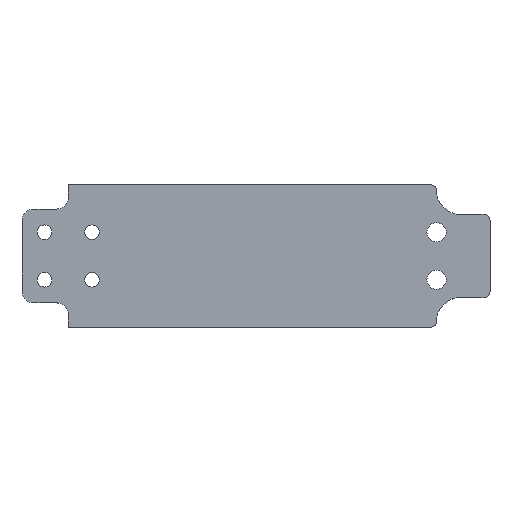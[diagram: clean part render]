
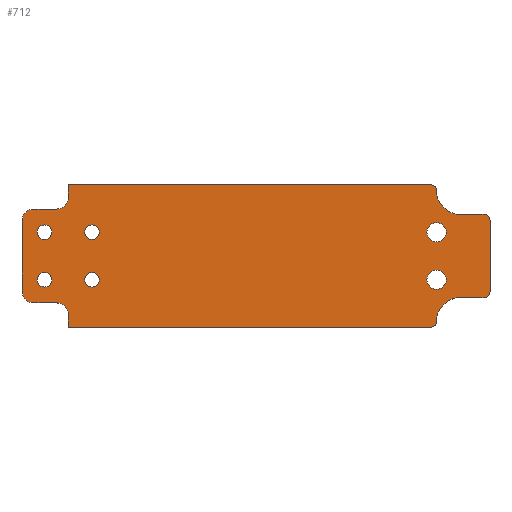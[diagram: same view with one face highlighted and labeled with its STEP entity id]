
A CAD part, top view. The second image highlights one B-rep face of the part: STEP entity #712.
In plain terms, the highlighted planar face has unit normal (0, 0, 1).
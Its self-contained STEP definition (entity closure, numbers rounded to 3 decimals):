
#17=FACE_BOUND('',#99,.T.);
#18=FACE_BOUND('',#100,.T.);
#19=FACE_BOUND('',#101,.T.);
#20=FACE_BOUND('',#102,.T.);
#21=FACE_BOUND('',#103,.T.);
#22=FACE_BOUND('',#104,.T.);
#34=PLANE('',#790);
#60=FACE_OUTER_BOUND('',#98,.T.);
#98=EDGE_LOOP('',(#555,#556,#557,#558,#559,#560,#561,#562,#563,#564,#565,
#566,#567,#568,#569,#570,#571,#572,#573,#574));
#99=EDGE_LOOP('',(#575));
#100=EDGE_LOOP('',(#576));
#101=EDGE_LOOP('',(#577));
#102=EDGE_LOOP('',(#578));
#103=EDGE_LOOP('',(#579,#580));
#104=EDGE_LOOP('',(#581,#582));
#129=LINE('',#1055,#191);
#136=LINE('',#1073,#198);
#155=LINE('',#1139,#217);
#163=LINE('',#1173,#225);
#166=LINE('',#1182,#228);
#168=LINE('',#1190,#230);
#169=LINE('',#1191,#231);
#170=LINE('',#1195,#232);
#171=LINE('',#1198,#233);
#172=LINE('',#1202,#234);
#191=VECTOR('',#835,10.);
#198=VECTOR('',#850,10.);
#217=VECTOR('',#907,10.);
#225=VECTOR('',#945,10.);
#228=VECTOR('',#954,10.);
#230=VECTOR('',#962,10.);
#231=VECTOR('',#963,10.);
#232=VECTOR('',#966,10.);
#233=VECTOR('',#969,10.);
#234=VECTOR('',#974,10.);
#251=CIRCLE('',#746,2.);
#254=CIRCLE('',#751,2.);
#270=CIRCLE('',#774,1.23);
#272=CIRCLE('',#777,1.23);
#274=CIRCLE('',#780,1.23);
#276=CIRCLE('',#783,1.23);
#277=CIRCLE('',#785,1.);
#278=CIRCLE('',#788,1.);
#279=CIRCLE('',#791,4.);
#280=CIRCLE('',#792,1.);
#281=CIRCLE('',#793,2.);
#282=CIRCLE('',#794,2.);
#283=CIRCLE('',#795,1.);
#284=CIRCLE('',#796,4.);
#285=CIRCLE('',#797,1.621);
#286=CIRCLE('',#798,1.621);
#287=CIRCLE('',#799,1.621);
#288=CIRCLE('',#800,1.621);
#293=VERTEX_POINT('',#1045);
#294=VERTEX_POINT('',#1046);
#297=VERTEX_POINT('',#1054);
#301=VERTEX_POINT('',#1063);
#302=VERTEX_POINT('',#1065);
#304=VERTEX_POINT('',#1071);
#332=VERTEX_POINT('',#1137);
#334=VERTEX_POINT('',#1143);
#336=VERTEX_POINT('',#1149);
#338=VERTEX_POINT('',#1155);
#340=VERTEX_POINT('',#1161);
#341=VERTEX_POINT('',#1165);
#342=VERTEX_POINT('',#1166);
#343=VERTEX_POINT('',#1171);
#344=VERTEX_POINT('',#1175);
#345=VERTEX_POINT('',#1176);
#346=VERTEX_POINT('',#1181);
#347=VERTEX_POINT('',#1185);
#348=VERTEX_POINT('',#1187);
#349=VERTEX_POINT('',#1189);
#350=VERTEX_POINT('',#1192);
#351=VERTEX_POINT('',#1194);
#352=VERTEX_POINT('',#1197);
#353=VERTEX_POINT('',#1199);
#354=VERTEX_POINT('',#1203);
#355=VERTEX_POINT('',#1204);
#356=VERTEX_POINT('',#1207);
#357=VERTEX_POINT('',#1208);
#363=EDGE_CURVE('',#293,#294,#251,.T.);
#367=EDGE_CURVE('',#297,#294,#129,.T.);
#372=EDGE_CURVE('',#301,#302,#254,.T.);
#376=EDGE_CURVE('',#301,#304,#136,.T.);
#409=EDGE_CURVE('',#293,#332,#155,.T.);
#412=EDGE_CURVE('',#334,#334,#270,.T.);
#415=EDGE_CURVE('',#336,#336,#272,.T.);
#418=EDGE_CURVE('',#338,#338,#274,.T.);
#421=EDGE_CURVE('',#340,#340,#276,.T.);
#422=EDGE_CURVE('',#341,#342,#277,.T.);
#426=EDGE_CURVE('',#341,#343,#163,.T.);
#427=EDGE_CURVE('',#344,#345,#278,.T.);
#430=EDGE_CURVE('',#346,#345,#166,.T.);
#432=EDGE_CURVE('',#347,#343,#279,.T.);
#433=EDGE_CURVE('',#348,#347,#280,.T.);
#434=EDGE_CURVE('',#348,#349,#168,.T.);
#435=EDGE_CURVE('',#349,#302,#169,.T.);
#436=EDGE_CURVE('',#304,#350,#281,.T.);
#437=EDGE_CURVE('',#350,#351,#170,.T.);
#438=EDGE_CURVE('',#351,#297,#282,.T.);
#439=EDGE_CURVE('',#332,#352,#171,.T.);
#440=EDGE_CURVE('',#353,#352,#283,.T.);
#441=EDGE_CURVE('',#346,#353,#284,.T.);
#442=EDGE_CURVE('',#344,#342,#172,.T.);
#443=EDGE_CURVE('',#354,#355,#285,.T.);
#444=EDGE_CURVE('',#355,#354,#286,.T.);
#445=EDGE_CURVE('',#356,#357,#287,.T.);
#446=EDGE_CURVE('',#357,#356,#288,.T.);
#555=ORIENTED_EDGE('',*,*,#422,.F.);
#556=ORIENTED_EDGE('',*,*,#426,.T.);
#557=ORIENTED_EDGE('',*,*,#432,.F.);
#558=ORIENTED_EDGE('',*,*,#433,.F.);
#559=ORIENTED_EDGE('',*,*,#434,.T.);
#560=ORIENTED_EDGE('',*,*,#435,.T.);
#561=ORIENTED_EDGE('',*,*,#372,.F.);
#562=ORIENTED_EDGE('',*,*,#376,.T.);
#563=ORIENTED_EDGE('',*,*,#436,.T.);
#564=ORIENTED_EDGE('',*,*,#437,.T.);
#565=ORIENTED_EDGE('',*,*,#438,.T.);
#566=ORIENTED_EDGE('',*,*,#367,.T.);
#567=ORIENTED_EDGE('',*,*,#363,.F.);
#568=ORIENTED_EDGE('',*,*,#409,.T.);
#569=ORIENTED_EDGE('',*,*,#439,.T.);
#570=ORIENTED_EDGE('',*,*,#440,.F.);
#571=ORIENTED_EDGE('',*,*,#441,.F.);
#572=ORIENTED_EDGE('',*,*,#430,.T.);
#573=ORIENTED_EDGE('',*,*,#427,.F.);
#574=ORIENTED_EDGE('',*,*,#442,.T.);
#575=ORIENTED_EDGE('',*,*,#412,.T.);
#576=ORIENTED_EDGE('',*,*,#415,.T.);
#577=ORIENTED_EDGE('',*,*,#418,.T.);
#578=ORIENTED_EDGE('',*,*,#421,.T.);
#579=ORIENTED_EDGE('',*,*,#443,.T.);
#580=ORIENTED_EDGE('',*,*,#444,.T.);
#581=ORIENTED_EDGE('',*,*,#445,.T.);
#582=ORIENTED_EDGE('',*,*,#446,.T.);
#712=ADVANCED_FACE('',(#60,#17,#18,#19,#20,#21,#22),#34,.T.);
#746=AXIS2_PLACEMENT_3D('',#1047,#827,#828);
#751=AXIS2_PLACEMENT_3D('',#1066,#843,#844);
#774=AXIS2_PLACEMENT_3D('',#1145,#913,#914);
#777=AXIS2_PLACEMENT_3D('',#1151,#920,#921);
#780=AXIS2_PLACEMENT_3D('',#1157,#927,#928);
#783=AXIS2_PLACEMENT_3D('',#1163,#934,#935);
#785=AXIS2_PLACEMENT_3D('',#1167,#938,#939);
#788=AXIS2_PLACEMENT_3D('',#1177,#948,#949);
#790=AXIS2_PLACEMENT_3D('',#1184,#956,#957);
#791=AXIS2_PLACEMENT_3D('',#1186,#958,#959);
#792=AXIS2_PLACEMENT_3D('',#1188,#960,#961);
#793=AXIS2_PLACEMENT_3D('',#1193,#964,#965);
#794=AXIS2_PLACEMENT_3D('',#1196,#967,#968);
#795=AXIS2_PLACEMENT_3D('',#1200,#970,#971);
#796=AXIS2_PLACEMENT_3D('',#1201,#972,#973);
#797=AXIS2_PLACEMENT_3D('',#1205,#975,#976);
#798=AXIS2_PLACEMENT_3D('',#1206,#977,#978);
#799=AXIS2_PLACEMENT_3D('',#1209,#979,#980);
#800=AXIS2_PLACEMENT_3D('',#1210,#981,#982);
#827=DIRECTION('center_axis',(0.,0.,1.));
#828=DIRECTION('ref_axis',(0.707,0.707,0.));
#835=DIRECTION('',(1.,0.,0.));
#843=DIRECTION('center_axis',(0.,0.,1.));
#844=DIRECTION('ref_axis',(0.707,-0.707,0.));
#850=DIRECTION('',(-1.,0.,0.));
#907=DIRECTION('',(0.,-1.,0.));
#913=DIRECTION('center_axis',(0.,0.,-1.));
#914=DIRECTION('ref_axis',(1.,0.,0.));
#920=DIRECTION('center_axis',(0.,0.,-1.));
#921=DIRECTION('ref_axis',(1.,0.,0.));
#927=DIRECTION('center_axis',(0.,0.,-1.));
#928=DIRECTION('ref_axis',(1.,0.,0.));
#934=DIRECTION('center_axis',(0.,0.,-1.));
#935=DIRECTION('ref_axis',(1.,0.,0.));
#938=DIRECTION('center_axis',(0.,0.,-1.));
#939=DIRECTION('ref_axis',(0.707,0.707,0.));
#945=DIRECTION('',(-1.,0.,0.));
#948=DIRECTION('center_axis',(0.,0.,-1.));
#949=DIRECTION('ref_axis',(0.707,-0.707,0.));
#954=DIRECTION('',(1.,0.,0.));
#956=DIRECTION('center_axis',(0.,0.,1.));
#957=DIRECTION('ref_axis',(1.,0.,0.));
#958=DIRECTION('center_axis',(0.,0.,1.));
#959=DIRECTION('ref_axis',(-0.707,-0.707,0.));
#960=DIRECTION('center_axis',(0.,0.,-1.));
#961=DIRECTION('ref_axis',(0.707,0.707,0.));
#962=DIRECTION('',(-1.,0.,0.));
#963=DIRECTION('',(0.,-1.,0.));
#964=DIRECTION('center_axis',(0.,0.,1.));
#965=DIRECTION('ref_axis',(0.,1.,0.));
#966=DIRECTION('',(0.,-1.,0.));
#967=DIRECTION('center_axis',(0.,0.,1.));
#968=DIRECTION('ref_axis',(-1.,0.,0.));
#969=DIRECTION('',(1.,0.,0.));
#970=DIRECTION('center_axis',(0.,0.,-1.));
#971=DIRECTION('ref_axis',(0.707,-0.707,0.));
#972=DIRECTION('center_axis',(0.,0.,1.));
#973=DIRECTION('ref_axis',(-0.707,0.707,0.));
#974=DIRECTION('',(0.,1.,0.));
#975=DIRECTION('center_axis',(0.,0.,-1.));
#976=DIRECTION('ref_axis',(1.,0.,0.));
#977=DIRECTION('center_axis',(0.,0.,-1.));
#978=DIRECTION('ref_axis',(1.,0.,0.));
#979=DIRECTION('center_axis',(0.,0.,-1.));
#980=DIRECTION('ref_axis',(1.,0.,0.));
#981=DIRECTION('center_axis',(0.,0.,-1.));
#982=DIRECTION('ref_axis',(1.,0.,0.));
#1045=CARTESIAN_POINT('',(0.,-9.9,4.));
#1046=CARTESIAN_POINT('',(-2.,-7.9,4.));
#1047=CARTESIAN_POINT('Origin',(-2.,-9.9,4.));
#1054=CARTESIAN_POINT('',(-5.8,-7.9,4.));
#1055=CARTESIAN_POINT('',(-5.8,-7.9,4.));
#1063=CARTESIAN_POINT('',(-2.,7.9,4.));
#1065=CARTESIAN_POINT('',(0.,9.9,4.));
#1066=CARTESIAN_POINT('Origin',(-2.,9.9,4.));
#1071=CARTESIAN_POINT('',(-5.8,7.9,4.));
#1073=CARTESIAN_POINT('',(0.,7.9,4.));
#1137=CARTESIAN_POINT('',(0.,-12.,4.));
#1139=CARTESIAN_POINT('',(0.,-12.,4.));
#1143=CARTESIAN_POINT('',(-5.23,4.,4.));
#1145=CARTESIAN_POINT('Origin',(-4.,4.,4.));
#1149=CARTESIAN_POINT('',(2.771,-4.,4.));
#1151=CARTESIAN_POINT('Origin',(4.,-4.,4.));
#1155=CARTESIAN_POINT('',(2.771,4.,4.));
#1157=CARTESIAN_POINT('Origin',(4.,4.,4.));
#1161=CARTESIAN_POINT('',(-5.23,-4.,4.));
#1163=CARTESIAN_POINT('Origin',(-4.,-4.,4.));
#1165=CARTESIAN_POINT('',(70.,7.,4.));
#1166=CARTESIAN_POINT('',(71.,6.,4.));
#1167=CARTESIAN_POINT('Origin',(70.,6.,4.));
#1171=CARTESIAN_POINT('',(66.,7.,4.));
#1173=CARTESIAN_POINT('',(62.,7.,4.));
#1175=CARTESIAN_POINT('',(71.,-6.,4.));
#1176=CARTESIAN_POINT('',(70.,-7.,4.));
#1177=CARTESIAN_POINT('Origin',(70.,-6.,4.));
#1181=CARTESIAN_POINT('',(66.,-7.,4.));
#1182=CARTESIAN_POINT('',(71.,-7.,4.));
#1184=CARTESIAN_POINT('Origin',(35.026,0.,4.));
#1185=CARTESIAN_POINT('',(62.,11.,4.));
#1186=CARTESIAN_POINT('Origin',(66.,11.,4.));
#1187=CARTESIAN_POINT('',(61.,12.,4.));
#1188=CARTESIAN_POINT('Origin',(61.,11.,4.));
#1189=CARTESIAN_POINT('',(0.,12.,4.));
#1190=CARTESIAN_POINT('',(0.,12.,4.));
#1191=CARTESIAN_POINT('',(0.,-12.,4.));
#1192=CARTESIAN_POINT('',(-7.8,5.9,4.));
#1193=CARTESIAN_POINT('Origin',(-5.8,5.9,4.));
#1194=CARTESIAN_POINT('',(-7.8,-5.9,4.));
#1195=CARTESIAN_POINT('',(-7.8,5.9,4.));
#1196=CARTESIAN_POINT('Origin',(-5.8,-5.9,4.));
#1197=CARTESIAN_POINT('',(61.,-12.,4.));
#1198=CARTESIAN_POINT('',(62.,-12.,4.));
#1199=CARTESIAN_POINT('',(62.,-11.,4.));
#1200=CARTESIAN_POINT('Origin',(61.,-11.,4.));
#1201=CARTESIAN_POINT('Origin',(66.,-11.,4.));
#1202=CARTESIAN_POINT('',(71.,7.,4.));
#1203=CARTESIAN_POINT('',(63.621,4.,4.));
#1204=CARTESIAN_POINT('',(60.379,4.,4.));
#1205=CARTESIAN_POINT('Origin',(62.,4.,4.));
#1206=CARTESIAN_POINT('Origin',(62.,4.,4.));
#1207=CARTESIAN_POINT('',(63.621,-4.,4.));
#1208=CARTESIAN_POINT('',(60.379,-4.,4.));
#1209=CARTESIAN_POINT('Origin',(62.,-4.,4.));
#1210=CARTESIAN_POINT('Origin',(62.,-4.,4.));
